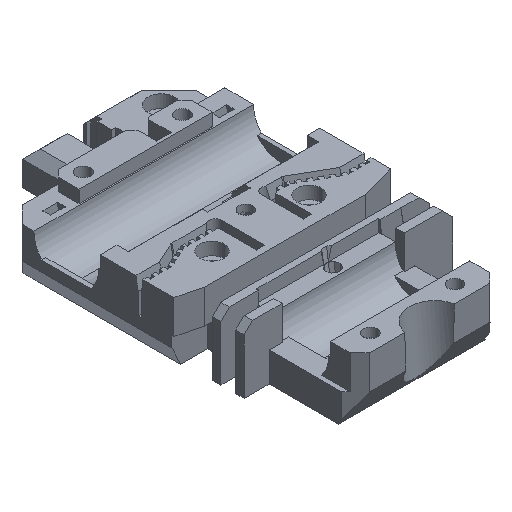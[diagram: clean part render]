
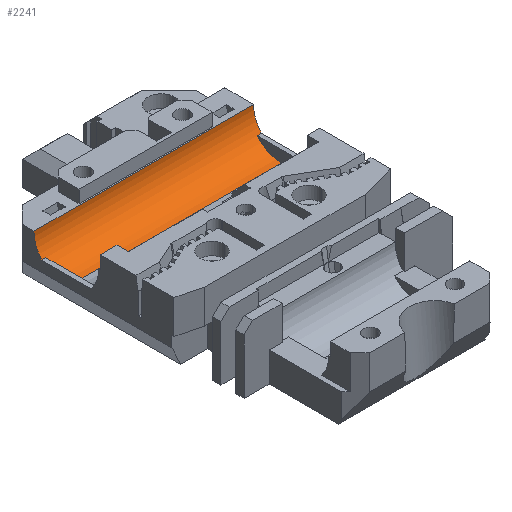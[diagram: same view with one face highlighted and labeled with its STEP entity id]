
A CAD part, isometric view. The second image highlights one B-rep face of the part: STEP entity #2241.
In plain terms, the highlighted cylindrical face has radius 7.675 mm (diameter 15.35 mm), a partial arc.
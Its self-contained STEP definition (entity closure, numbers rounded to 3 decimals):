
#259 = VERTEX_POINT ( 'NONE', #16930 ) ;
#357 = AXIS2_PLACEMENT_3D ( 'NONE', #4956, #14467, #12331 ) ;
#626 = EDGE_CURVE ( 'NONE', #11615, #1106, #17720, .T. ) ;
#1106 = VERTEX_POINT ( 'NONE', #18492 ) ;
#1356 = DIRECTION ( 'NONE',  ( -1., 0., 0. ) ) ;
#1915 = DIRECTION ( 'NONE',  ( -1., 0., 0. ) ) ;
#2241 = ADVANCED_FACE ( 'NONE', ( #18664 ), #13860, .F. ) ;
#2822 = ORIENTED_EDGE ( 'NONE', *, *, #20912, .F. ) ;
#3253 = CARTESIAN_POINT ( 'NONE',  ( -46.5, 45., 12. ) ) ;
#3541 = EDGE_CURVE ( 'NONE', #5749, #12284, #15210, .T. ) ;
#3887 = CIRCLE ( 'NONE', #357, 7.675 ) ;
#4271 = LINE ( 'NONE', #16936, #15857 ) ;
#4350 = EDGE_CURVE ( 'NONE', #11615, #9199, #18813, .T. ) ;
#4365 = AXIS2_PLACEMENT_3D ( 'NONE', #5896, #18927, #5735 ) ;
#4770 = ORIENTED_EDGE ( 'NONE', *, *, #16347, .F. ) ;
#4956 = CARTESIAN_POINT ( 'NONE',  ( 8.5, 45., 12. ) ) ;
#5659 = ORIENTED_EDGE ( 'NONE', *, *, #24065, .F. ) ;
#5735 = DIRECTION ( 'NONE',  ( 0., 0., -1. ) ) ;
#5749 = VERTEX_POINT ( 'NONE', #11517 ) ;
#5896 = CARTESIAN_POINT ( 'NONE',  ( 9.5, 45., 12. ) ) ;
#6243 = EDGE_CURVE ( 'NONE', #17554, #9587, #13258, .T. ) ;
#6291 = CARTESIAN_POINT ( 'NONE',  ( -46.5, 52.675, 12. ) ) ;
#6657 = CARTESIAN_POINT ( 'NONE',  ( -41.5, 45., 12. ) ) ;
#6844 = ORIENTED_EDGE ( 'NONE', *, *, #3541, .F. ) ;
#7239 = CARTESIAN_POINT ( 'NONE',  ( -46.5, 45., 4.325 ) ) ;
#7925 = AXIS2_PLACEMENT_3D ( 'NONE', #3253, #18130, #14278 ) ;
#8191 = DIRECTION ( 'NONE',  ( 1., 0., 0. ) ) ;
#8536 = DIRECTION ( 'NONE',  ( 0., 0., -1. ) ) ;
#9199 = VERTEX_POINT ( 'NONE', #18528 ) ;
#9587 = VERTEX_POINT ( 'NONE', #22212 ) ;
#9755 = CARTESIAN_POINT ( 'NONE',  ( -42.5, 50.823, 7. ) ) ;
#9935 = CARTESIAN_POINT ( 'NONE',  ( -42.5, 45., 12. ) ) ;
#10116 = ORIENTED_EDGE ( 'NONE', *, *, #626, .T. ) ;
#11517 = CARTESIAN_POINT ( 'NONE',  ( 9.5, 50.823, 7. ) ) ;
#11615 = VERTEX_POINT ( 'NONE', #20422 ) ;
#11817 = DIRECTION ( 'NONE',  ( 0., 0., -1. ) ) ;
#12284 = VERTEX_POINT ( 'NONE', #21046 ) ;
#12331 = DIRECTION ( 'NONE',  ( 0., 0., -1. ) ) ;
#13258 = CIRCLE ( 'NONE', #21589, 7.675 ) ;
#13528 = DIRECTION ( 'NONE',  ( 1., 0., 0. ) ) ;
#13860 = CYLINDRICAL_SURFACE ( 'NONE', #7925, 7.675 ) ;
#14278 = DIRECTION ( 'NONE',  ( 0., 0., -1. ) ) ;
#14467 = DIRECTION ( 'NONE',  ( -1., 0., 0. ) ) ;
#15210 = LINE ( 'NONE', #24263, #16743 ) ;
#15857 = VECTOR ( 'NONE', #1915, 1000. ) ;
#16002 = DIRECTION ( 'NONE',  ( 1., 0., 0. ) ) ;
#16347 = EDGE_CURVE ( 'NONE', #259, #5749, #16548, .T. ) ;
#16415 = ORIENTED_EDGE ( 'NONE', *, *, #21683, .F. ) ;
#16548 = CIRCLE ( 'NONE', #4365, 7.675 ) ;
#16743 = VECTOR ( 'NONE', #1356, 1000. ) ;
#16886 = AXIS2_PLACEMENT_3D ( 'NONE', #6657, #16002, #8536 ) ;
#16930 = CARTESIAN_POINT ( 'NONE',  ( 9.5, 52.675, 12. ) ) ;
#16936 = CARTESIAN_POINT ( 'NONE',  ( -41.5, 50.823, 7. ) ) ;
#17392 = LINE ( 'NONE', #6291, #20410 ) ;
#17554 = VERTEX_POINT ( 'NONE', #9755 ) ;
#17720 = LINE ( 'NONE', #7239, #18903 ) ;
#18130 = DIRECTION ( 'NONE',  ( 1., 0., 0. ) ) ;
#18492 = CARTESIAN_POINT ( 'NONE',  ( 8.5, 45., 4.325 ) ) ;
#18528 = CARTESIAN_POINT ( 'NONE',  ( -41.5, 50.823, 7. ) ) ;
#18588 = DIRECTION ( 'NONE',  ( 1., 0., 0. ) ) ;
#18664 = FACE_OUTER_BOUND ( 'NONE', #19408, .T. ) ;
#18813 = CIRCLE ( 'NONE', #16886, 7.675 ) ;
#18903 = VECTOR ( 'NONE', #18588, 1000. ) ;
#18927 = DIRECTION ( 'NONE',  ( -1., 0., 0. ) ) ;
#19408 = EDGE_LOOP ( 'NONE', ( #24151, #10116, #2822, #6844, #4770, #5659, #20241, #16415 ) ) ;
#20241 = ORIENTED_EDGE ( 'NONE', *, *, #6243, .F. ) ;
#20410 = VECTOR ( 'NONE', #8191, 1000. ) ;
#20422 = CARTESIAN_POINT ( 'NONE',  ( -41.5, 45., 4.325 ) ) ;
#20912 = EDGE_CURVE ( 'NONE', #12284, #1106, #3887, .T. ) ;
#21046 = CARTESIAN_POINT ( 'NONE',  ( 8.5, 50.823, 7. ) ) ;
#21589 = AXIS2_PLACEMENT_3D ( 'NONE', #9935, #13528, #11817 ) ;
#21683 = EDGE_CURVE ( 'NONE', #9199, #17554, #4271, .T. ) ;
#22212 = CARTESIAN_POINT ( 'NONE',  ( -42.5, 52.675, 12. ) ) ;
#24065 = EDGE_CURVE ( 'NONE', #9587, #259, #17392, .T. ) ;
#24151 = ORIENTED_EDGE ( 'NONE', *, *, #4350, .F. ) ;
#24263 = CARTESIAN_POINT ( 'NONE',  ( 14.5, 50.823, 7. ) ) ;
